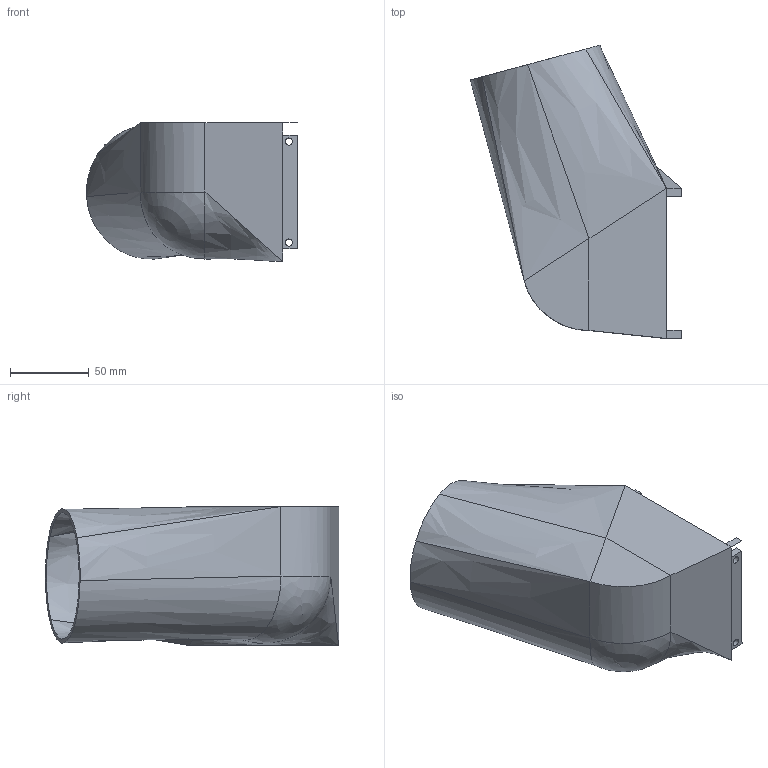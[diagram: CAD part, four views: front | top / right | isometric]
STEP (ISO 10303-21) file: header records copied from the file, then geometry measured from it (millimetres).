
FILE_DESCRIPTION(/* description */ (''),/* implementation_level */ '2;1');
FILE_NAME(/* name */ 'CollectorChute.stp',/* time_stamp */ '2018-12-20T12:38:31-05:00',/* author */ ('ball'),/* organization */ (''),/* preprocessor_version */ 'ST-DEVELOPER v16.13',/* originating_system */ 'Autodesk Inventor 2018',/* authorisation */ '');
FILE_SCHEMA (('AUTOMOTIVE_DESIGN { 1 0 10303 214 3 1 1 }'));
Length unit declared in the file: inch
Products named in the file (1): CollectorChute
Bounding box: 133.7 x 185.8 x 88.01 mm (x, y, z)
Volume: 143482.7 mm3; surface area: 112124.2 mm2
Topology: 2 solids, 2 shells, 56 faces, 175 edges, 136 vertices
Faces by surface type: plane 34, bspline 14, cylinder 6, sphere 2
Full cylindrical faces by diameter (mm): 4.496 x4
Entity records: 2609 total; most frequent: CARTESIAN_POINT 1202, ORIENTED_EDGE 292, DIRECTION 231, EDGE_CURVE 144, VERTEX_POINT 94, LINE 85, VECTOR 85, AXIS2_PLACEMENT_3D 73
